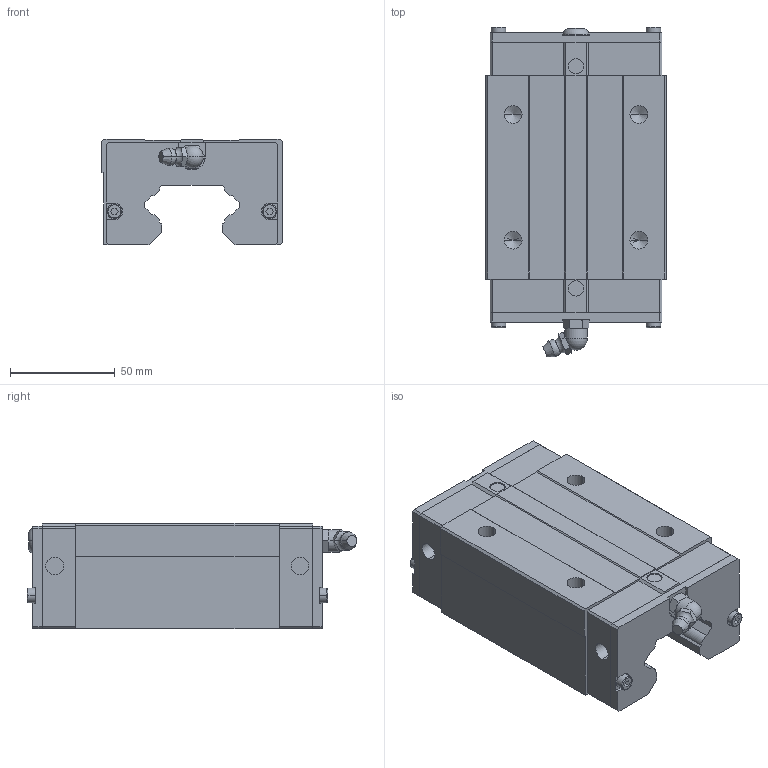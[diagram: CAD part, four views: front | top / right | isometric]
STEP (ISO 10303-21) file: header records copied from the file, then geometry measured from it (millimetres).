
FILE_DESCRIPTION(('STEP AP214'),'1');
FILE_NAME('cctmp_4ED1EF5B-9A7F-4519-8F67-6F7E3723EBF0_2020_4_23_14_5_33_931..stp','2020-04-23T12:05:34',('HIWIN GmbH'),('CADClick - www.CADClick.com'),'Spatial InterOp 3D',' ','unknown authorization');
FILE_SCHEMA(('AUTOMOTIVE_DESIGN'));
Length unit declared in the file: millimetre
Products named in the file (1): HGL45CAZ0H_FILE
Bounding box: 86 x 157.33 x 50.5 mm (x, y, z)
Volume: 434383.5 mm3; surface area: 57698.9 mm2
Topology: 1 solids, 6 shells, 292 faces, 749 edges, 475 vertices
Faces by surface type: plane 178, cylinder 60, torus 30, cone 22, sphere 2
Entity records: 11202 total; most frequent: CARTESIAN_POINT 1727, DIRECTION 1482, ORIENTED_EDGE 1478, EDGE_CURVE 739, LINE 510, VECTOR 510, AXIS2_PLACEMENT_3D 486, VERTEX_POINT 475
